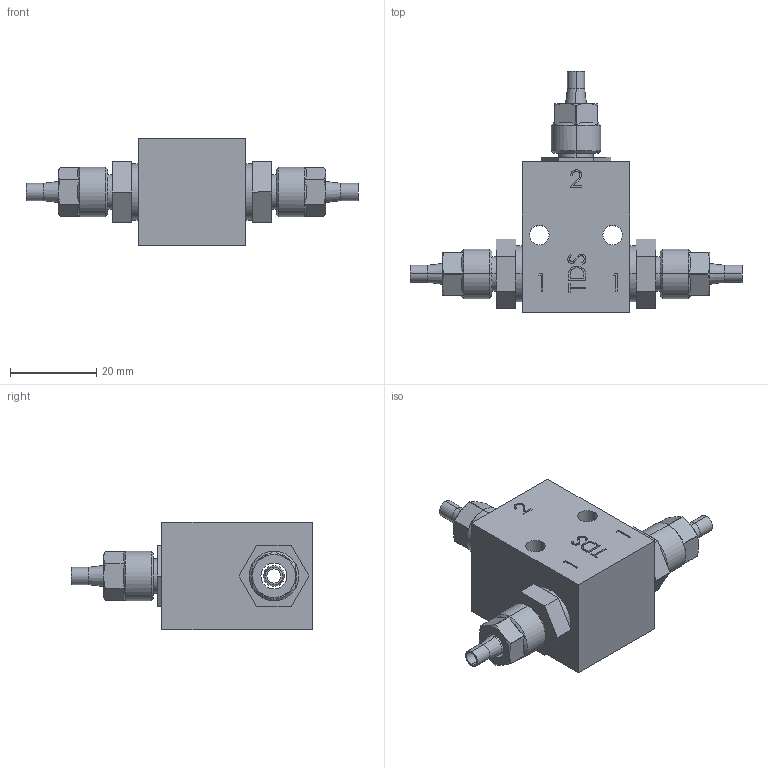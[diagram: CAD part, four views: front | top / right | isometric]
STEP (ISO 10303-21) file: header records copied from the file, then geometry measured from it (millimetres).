
FILE_DESCRIPTION (( 'STEP AP214' ), '1' );
FILE_NAME ('TDS_250012.STEP', '2015-07-17T08:28:33', ( 'Admin1' ), ( '' ), 'SwSTEP 2.0', 'SolidWorks 2014', '' );
FILE_SCHEMA (( 'AUTOMOTIVE_DESIGN' ));
Length unit declared in the file: millimetre
Products named in the file (1): TDS_250012
Bounding box: 77 x 56 x 25 mm (x, y, z)
Surface area: 9337.9 mm2 (no closed solid volume)
Topology: 0 solids, 12 shells, 236 faces, 622 edges, 405 vertices
Faces by surface type: plane 111, cone 51, cylinder 46, bspline 28
Entity records: 11405 total; most frequent: CARTESIAN_POINT 3148, ORIENTED_EDGE 1180, DIRECTION 1095, EDGE_CURVE 622, VERTEX_POINT 405, AXIS2_PLACEMENT_3D 392, LINE 311, VECTOR 311
